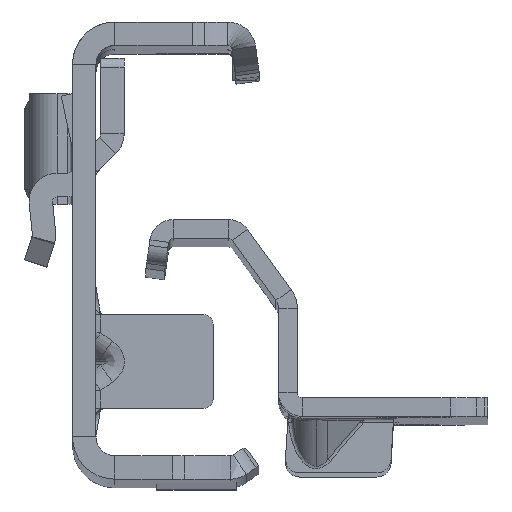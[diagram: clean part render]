
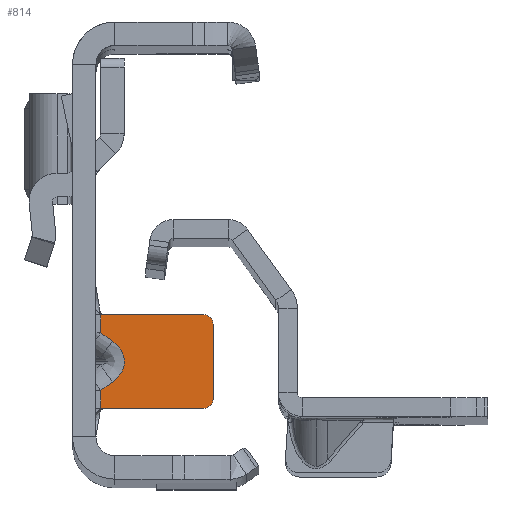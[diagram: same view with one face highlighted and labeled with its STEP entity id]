
A CAD part, top view. The second image highlights one B-rep face of the part: STEP entity #814.
In plain terms, the highlighted planar face has unit normal (0, 0, 1).
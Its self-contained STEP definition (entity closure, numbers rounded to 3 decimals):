
#1 = VERTEX_POINT ( 'NONE', #16850 ) ;
#4 = DIRECTION ( 'NONE',  ( -1., 0., 0. ) ) ;
#207 = CARTESIAN_POINT ( 'NONE',  ( 11.5, -6.6, -491.5 ) ) ;
#242 = LINE ( 'NONE', #16374, #4843 ) ;
#400 = VERTEX_POINT ( 'NONE', #2641 ) ;
#517 = EDGE_CURVE ( 'NONE', #18149, #400, #6950, .T. ) ;
#814 = ADVANCED_FACE ( 'NONE', ( #13428 ), #6138, .F. ) ;
#1068 = LINE ( 'NONE', #15656, #10187 ) ;
#1632 = DIRECTION ( 'NONE',  ( 1., 0., 0. ) ) ;
#1953 = EDGE_CURVE ( 'NONE', #17059, #17671, #11320, .T. ) ;
#2085 = CARTESIAN_POINT ( 'NONE',  ( 0.5, 22.3, -491.5 ) ) ;
#2148 = CARTESIAN_POINT ( 'NONE',  ( 11.5, -15.6, -491.5 ) ) ;
#2641 = CARTESIAN_POINT ( 'NONE',  ( 11.5, -5.6, -491.5 ) ) ;
#2731 = ORIENTED_EDGE ( 'NONE', *, *, #13922, .T. ) ;
#3250 = EDGE_CURVE ( 'NONE', #12830, #12909, #13062, .T. ) ;
#3606 = CARTESIAN_POINT ( 'NONE',  ( 1.757, -12.792, -491.5 ) ) ;
#3998 = VECTOR ( 'NONE', #15819, 1000. ) ;
#4116 = CARTESIAN_POINT ( 'NONE',  ( 0.5, 22.3, -491.5 ) ) ;
#4213 = LINE ( 'NONE', #4116, #3998 ) ;
#4572 = VERTEX_POINT ( 'NONE', #16042 ) ;
#4581 = DIRECTION ( 'NONE',  ( 0.816, 0.577, 0. ) ) ;
#4832 = ORIENTED_EDGE ( 'NONE', *, *, #13988, .T. ) ;
#4843 = VECTOR ( 'NONE', #4581, 1000. ) ;
#4857 = ORIENTED_EDGE ( 'NONE', *, *, #3250, .T. ) ;
#4953 = CARTESIAN_POINT ( 'NONE',  ( 0.708, -5.6, -491.5 ) ) ;
#5007 = EDGE_CURVE ( 'NONE', #5892, #1, #18236, .T. ) ;
#5032 = LINE ( 'NONE', #17781, #16123 ) ;
#5340 = VECTOR ( 'NONE', #17212, 1000. ) ;
#5761 = DIRECTION ( 'NONE',  ( 0., 1., 0. ) ) ;
#5877 = DIRECTION ( 'NONE',  ( 0., 0., 1. ) ) ;
#5892 = VERTEX_POINT ( 'NONE', #14813 ) ;
#5939 = LINE ( 'NONE', #11802, #16442 ) ;
#6041 = CARTESIAN_POINT ( 'NONE',  ( 12.5, -14.6, -491.5 ) ) ;
#6138 = PLANE ( 'NONE',  #7567 ) ;
#6483 = LINE ( 'NONE', #12155, #8695 ) ;
#6575 = CARTESIAN_POINT ( 'NONE',  ( 1.757, -8.408, -491.5 ) ) ;
#6950 = CIRCLE ( 'NONE', #8151, 1. ) ;
#7137 = EDGE_CURVE ( 'NONE', #1, #11528, #1068, .T. ) ;
#7567 = AXIS2_PLACEMENT_3D ( 'NONE', #17851, #18907, #5761 ) ;
#7917 = ORIENTED_EDGE ( 'NONE', *, *, #13887, .F. ) ;
#8151 = AXIS2_PLACEMENT_3D ( 'NONE', #207, #5877, #14997 ) ;
#8695 = VECTOR ( 'NONE', #16836, 1000. ) ;
#8886 = ORIENTED_EDGE ( 'NONE', *, *, #517, .T. ) ;
#9443 = CARTESIAN_POINT ( 'NONE',  ( 3.573, -11.508, -491.5 ) ) ;
#9797 = DIRECTION ( 'NONE',  ( -0.816, 0.577, 0. ) ) ;
#10187 = VECTOR ( 'NONE', #9797, 1000. ) ;
#10399 = AXIS2_PLACEMENT_3D ( 'NONE', #10947, #11141, #12385 ) ;
#10520 = ORIENTED_EDGE ( 'NONE', *, *, #5007, .F. ) ;
#10705 = ORIENTED_EDGE ( 'NONE', *, *, #16886, .T. ) ;
#10947 = CARTESIAN_POINT ( 'NONE',  ( 11.5, -14.6, -491.5 ) ) ;
#10985 = DIRECTION ( 'NONE',  ( 0., 1., 0. ) ) ;
#11141 = DIRECTION ( 'NONE',  ( 0., 0., 1. ) ) ;
#11320 = CIRCLE ( 'NONE', #10399, 1. ) ;
#11367 = LINE ( 'NONE', #11474, #5340 ) ;
#11452 = ORIENTED_EDGE ( 'NONE', *, *, #7137, .F. ) ;
#11474 = CARTESIAN_POINT ( 'NONE',  ( 12.5, -6.6, -491.5 ) ) ;
#11528 = VERTEX_POINT ( 'NONE', #16428 ) ;
#11633 = EDGE_LOOP ( 'NONE', ( #11452, #10520, #15809, #17847, #13638, #2731, #15419, #4832, #8886, #10705, #4857, #7917 ) ) ;
#11802 = CARTESIAN_POINT ( 'NONE',  ( -1.826, -15.6, -491.5 ) ) ;
#12155 = CARTESIAN_POINT ( 'NONE',  ( -1.826, -15.6, -491.5 ) ) ;
#12385 = DIRECTION ( 'NONE',  ( 0., 1., 0. ) ) ;
#12680 = CARTESIAN_POINT ( 'NONE',  ( 0.708, -15.6, -491.5 ) ) ;
#12830 = VERTEX_POINT ( 'NONE', #4953 ) ;
#12909 = VERTEX_POINT ( 'NONE', #16831 ) ;
#13062 = LINE ( 'NONE', #18926, #17453 ) ;
#13428 = FACE_OUTER_BOUND ( 'NONE', #11633, .T. ) ;
#13599 = EDGE_CURVE ( 'NONE', #4572, #14675, #4213, .T. ) ;
#13638 = ORIENTED_EDGE ( 'NONE', *, *, #17596, .T. ) ;
#13887 = EDGE_CURVE ( 'NONE', #11528, #12909, #15223, .T. ) ;
#13903 = VECTOR ( 'NONE', #10985, 1000. ) ;
#13922 = EDGE_CURVE ( 'NONE', #17009, #17059, #6483, .T. ) ;
#13988 = EDGE_CURVE ( 'NONE', #17671, #18149, #11367, .T. ) ;
#14675 = VERTEX_POINT ( 'NONE', #16100 ) ;
#14813 = CARTESIAN_POINT ( 'NONE',  ( 1.757, -12.792, -491.5 ) ) ;
#14997 = DIRECTION ( 'NONE',  ( 0., -1., 0. ) ) ;
#15223 = LINE ( 'NONE', #2085, #13903 ) ;
#15300 = CARTESIAN_POINT ( 'NONE',  ( 3.573, -9.692, -491.5 ) ) ;
#15419 = ORIENTED_EDGE ( 'NONE', *, *, #1953, .T. ) ;
#15656 = CARTESIAN_POINT ( 'NONE',  ( 1.367, -8.131, -491.5 ) ) ;
#15809 = ORIENTED_EDGE ( 'NONE', *, *, #18708, .F. ) ;
#15819 = DIRECTION ( 'NONE',  ( 0., 1., 0. ) ) ;
#16042 = CARTESIAN_POINT ( 'NONE',  ( 0.5, -15.6, -491.5 ) ) ;
#16100 = CARTESIAN_POINT ( 'NONE',  ( 0.5, -13.681, -491.5 ) ) ;
#16123 = VECTOR ( 'NONE', #17978, 1000. ) ;
#16346 = CARTESIAN_POINT ( 'NONE',  ( 12.5, -6.6, -491.5 ) ) ;
#16374 = CARTESIAN_POINT ( 'NONE',  ( 2.624, -12.179, -491.5 ) ) ;
#16428 = CARTESIAN_POINT ( 'NONE',  ( 0.5, -7.519, -491.5 ) ) ;
#16442 = VECTOR ( 'NONE', #1632, 1000. ) ;
#16831 = CARTESIAN_POINT ( 'NONE',  ( 0.5, -5.6, -491.5 ) ) ;
#16836 = DIRECTION ( 'NONE',  ( 1., 0., 0. ) ) ;
#16850 = CARTESIAN_POINT ( 'NONE',  ( 1.757, -8.408, -491.5 ) ) ;
#16886 = EDGE_CURVE ( 'NONE', #400, #12830, #5032, .T. ) ;
#17009 = VERTEX_POINT ( 'NONE', #12680 ) ;
#17059 = VERTEX_POINT ( 'NONE', #2148 ) ;
#17212 = DIRECTION ( 'NONE',  ( 0., 1., 0. ) ) ;
#17453 = VECTOR ( 'NONE', #4, 1000. ) ;
#17596 = EDGE_CURVE ( 'NONE', #4572, #17009, #5939, .T. ) ;
#17671 = VERTEX_POINT ( 'NONE', #6041 ) ;
#17781 = CARTESIAN_POINT ( 'NONE',  ( -1.826, -5.6, -491.5 ) ) ;
#17847 = ORIENTED_EDGE ( 'NONE', *, *, #13599, .F. ) ;
#17851 = CARTESIAN_POINT ( 'NONE',  ( -37.326, 22.3, -491.5 ) ) ;
#17978 = DIRECTION ( 'NONE',  ( -1., 0., 0. ) ) ;
#18149 = VERTEX_POINT ( 'NONE', #16346 ) ;
#18236 =( BOUNDED_CURVE ( )  B_SPLINE_CURVE ( 3, ( #3606, #9443, #15300, #6575 ),
 .UNSPECIFIED., .F., .T. ) 
 B_SPLINE_CURVE_WITH_KNOTS ( ( 4, 4 ),
 ( 2.356, 3.927 ),
 .UNSPECIFIED. ) 
 CURVE ( )  GEOMETRIC_REPRESENTATION_ITEM ( )  RATIONAL_B_SPLINE_CURVE ( ( 1., 0.805, 0.805, 1. ) ) 
 REPRESENTATION_ITEM ( '' )  );
#18708 = EDGE_CURVE ( 'NONE', #14675, #5892, #242, .T. ) ;
#18907 = DIRECTION ( 'NONE',  ( 0., 0., -1. ) ) ;
#18926 = CARTESIAN_POINT ( 'NONE',  ( -1.826, -5.6, -491.5 ) ) ;
